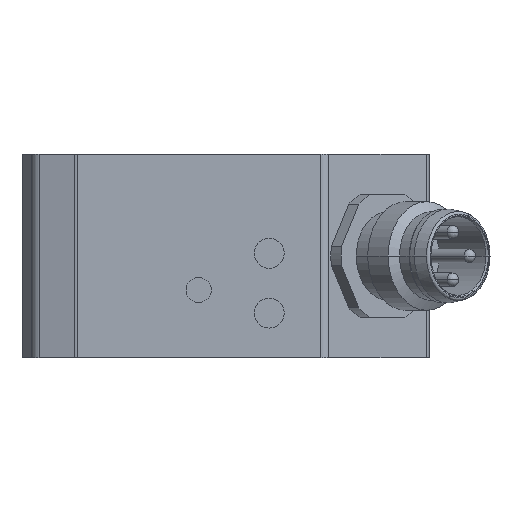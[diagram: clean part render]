
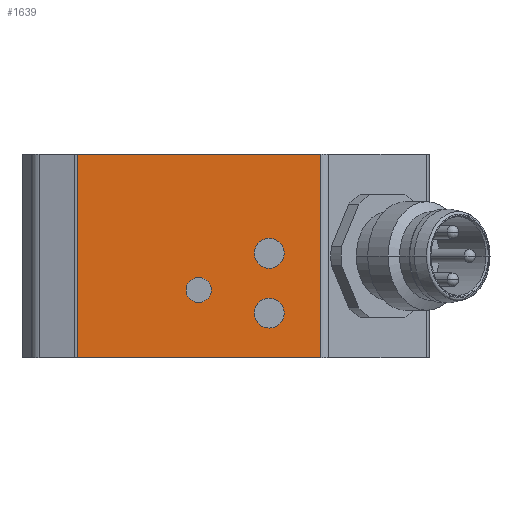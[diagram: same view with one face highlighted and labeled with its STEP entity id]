
A CAD part, left-side view. The second image highlights one B-rep face of the part: STEP entity #1639.
In plain terms, the highlighted planar face has unit normal (-1, 0, 0).
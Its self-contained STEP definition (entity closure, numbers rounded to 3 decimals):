
#14 = CARTESIAN_POINT ( 'NONE',  ( 0., 17., -2.5 ) ) ;
#31 = DIRECTION ( 'NONE',  ( 1., 0., 0. ) ) ;
#90 = CIRCLE ( 'NONE', #3500, 1.1 ) ;
#186 = EDGE_CURVE ( 'NONE', #4993, #516, #6399, .T. ) ;
#375 = CARTESIAN_POINT ( 'NONE',  ( 0., 11.8, 1.3 ) ) ;
#442 = FACE_BOUND ( 'NONE', #3713, .T. ) ;
#516 = VERTEX_POINT ( 'NONE', #2095 ) ;
#601 = AXIS2_PLACEMENT_3D ( 'NONE', #14, #6262, #946 ) ;
#629 = VECTOR ( 'NONE', #2040, 1000. ) ;
#651 = EDGE_LOOP ( 'NONE', ( #2044, #2134 ) ) ;
#809 = ORIENTED_EDGE ( 'NONE', *, *, #1699, .T. ) ;
#943 = DIRECTION ( 'NONE',  ( 1., 0., 0. ) ) ;
#946 = DIRECTION ( 'NONE',  ( 0., 0., -1. ) ) ;
#979 = PLANE ( 'NONE',  #3676 ) ;
#1073 = DIRECTION ( 'NONE',  ( 0., 0., -1. ) ) ;
#1082 = DIRECTION ( 'NONE',  ( 0., 0., -1. ) ) ;
#1089 = EDGE_LOOP ( 'NONE', ( #6059, #809 ) ) ;
#1091 = CARTESIAN_POINT ( 'NONE',  ( 0., 25.895, 7.5 ) ) ;
#1323 = CARTESIAN_POINT ( 'NONE',  ( 0., 11.8, -3.1 ) ) ;
#1452 = ORIENTED_EDGE ( 'NONE', *, *, #3294, .T. ) ;
#1542 = DIRECTION ( 'NONE',  ( 0., 0., -1. ) ) ;
#1560 = ORIENTED_EDGE ( 'NONE', *, *, #3233, .T. ) ;
#1614 = CARTESIAN_POINT ( 'NONE',  ( 0., 8.005, 7.5 ) ) ;
#1639 = ADVANCED_FACE ( 'NONE', ( #4616, #442, #3645, #3590 ), #979, .F. ) ;
#1650 = DIRECTION ( 'NONE',  ( 0., 0., -1. ) ) ;
#1667 = VERTEX_POINT ( 'NONE', #3133 ) ;
#1684 = CARTESIAN_POINT ( 'NONE',  ( 0., 17., -3.425 ) ) ;
#1699 = EDGE_CURVE ( 'NONE', #4820, #4388, #5195, .T. ) ;
#1903 = CARTESIAN_POINT ( 'NONE',  ( 0., 11.8, -0.9 ) ) ;
#1924 = VECTOR ( 'NONE', #4842, 1000. ) ;
#2040 = DIRECTION ( 'NONE',  ( 0., -1., 0. ) ) ;
#2044 = ORIENTED_EDGE ( 'NONE', *, *, #5517, .T. ) ;
#2058 = AXIS2_PLACEMENT_3D ( 'NONE', #5918, #5404, #1082 ) ;
#2095 = CARTESIAN_POINT ( 'NONE',  ( 0., 8.005, -7.5 ) ) ;
#2099 = CARTESIAN_POINT ( 'NONE',  ( 0., 8.005, 7.5 ) ) ;
#2116 = LINE ( 'NONE', #1091, #3811 ) ;
#2129 = CARTESIAN_POINT ( 'NONE',  ( 0., 17., -2.5 ) ) ;
#2134 = ORIENTED_EDGE ( 'NONE', *, *, #4051, .T. ) ;
#2330 = ORIENTED_EDGE ( 'NONE', *, *, #2826, .F. ) ;
#2337 = VERTEX_POINT ( 'NONE', #1323 ) ;
#2532 = DIRECTION ( 'NONE',  ( 1., 0., 0. ) ) ;
#2826 = EDGE_CURVE ( 'NONE', #5234, #516, #5613, .T. ) ;
#2882 = CARTESIAN_POINT ( 'NONE',  ( 0., 25.895, -7.5 ) ) ;
#3133 = CARTESIAN_POINT ( 'NONE',  ( 0., 11.8, -5.3 ) ) ;
#3233 = EDGE_CURVE ( 'NONE', #5899, #4993, #2116, .T. ) ;
#3294 = EDGE_CURVE ( 'NONE', #4606, #5521, #5619, .T. ) ;
#3500 = AXIS2_PLACEMENT_3D ( 'NONE', #6229, #943, #1542 ) ;
#3590 = FACE_OUTER_BOUND ( 'NONE', #6002, .T. ) ;
#3601 = CIRCLE ( 'NONE', #2058, 1.1 ) ;
#3645 = FACE_BOUND ( 'NONE', #651, .T. ) ;
#3668 = CARTESIAN_POINT ( 'NONE',  ( 0., 11.8, 0.2 ) ) ;
#3676 = AXIS2_PLACEMENT_3D ( 'NONE', #5221, #2532, #1073 ) ;
#3713 = EDGE_LOOP ( 'NONE', ( #1452, #6492 ) ) ;
#3811 = VECTOR ( 'NONE', #4217, 1000. ) ;
#4051 = EDGE_CURVE ( 'NONE', #2337, #1667, #4323, .T. ) ;
#4217 = DIRECTION ( 'NONE',  ( 0., 0., -1. ) ) ;
#4296 = CARTESIAN_POINT ( 'NONE',  ( 0., 25.895, -7.5 ) ) ;
#4323 = CIRCLE ( 'NONE', #6266, 1.1 ) ;
#4388 = VERTEX_POINT ( 'NONE', #1684 ) ;
#4560 = CARTESIAN_POINT ( 'NONE',  ( 0., 25.895, 7.5 ) ) ;
#4562 = CARTESIAN_POINT ( 'NONE',  ( 0., 11.8, -4.2 ) ) ;
#4606 = VERTEX_POINT ( 'NONE', #1903 ) ;
#4616 = FACE_BOUND ( 'NONE', #1089, .T. ) ;
#4627 = ORIENTED_EDGE ( 'NONE', *, *, #186, .T. ) ;
#4632 = CARTESIAN_POINT ( 'NONE',  ( 0., 25.895, 7.5 ) ) ;
#4760 = DIRECTION ( 'NONE',  ( 0., 0., -1. ) ) ;
#4788 = EDGE_CURVE ( 'NONE', #5521, #4606, #3601, .T. ) ;
#4820 = VERTEX_POINT ( 'NONE', #6313 ) ;
#4842 = DIRECTION ( 'NONE',  ( 0., -1., 0. ) ) ;
#4993 = VERTEX_POINT ( 'NONE', #2882 ) ;
#5055 = EDGE_CURVE ( 'NONE', #5899, #5234, #5225, .T. ) ;
#5195 = CIRCLE ( 'NONE', #601, 0.925 ) ;
#5221 = CARTESIAN_POINT ( 'NONE',  ( 0., 25.895, 7.5 ) ) ;
#5224 = ORIENTED_EDGE ( 'NONE', *, *, #5055, .F. ) ;
#5225 = LINE ( 'NONE', #4560, #629 ) ;
#5234 = VERTEX_POINT ( 'NONE', #2099 ) ;
#5404 = DIRECTION ( 'NONE',  ( 1., 0., 0. ) ) ;
#5517 = EDGE_CURVE ( 'NONE', #1667, #2337, #90, .T. ) ;
#5521 = VERTEX_POINT ( 'NONE', #375 ) ;
#5610 = EDGE_CURVE ( 'NONE', #4388, #4820, #6204, .T. ) ;
#5613 = LINE ( 'NONE', #1614, #5872 ) ;
#5619 = CIRCLE ( 'NONE', #5944, 1.1 ) ;
#5675 = DIRECTION ( 'NONE',  ( 0., 0., -1. ) ) ;
#5757 = DIRECTION ( 'NONE',  ( 0., 0., -1. ) ) ;
#5872 = VECTOR ( 'NONE', #5757, 1000. ) ;
#5899 = VERTEX_POINT ( 'NONE', #4632 ) ;
#5918 = CARTESIAN_POINT ( 'NONE',  ( 0., 11.8, 0.2 ) ) ;
#5944 = AXIS2_PLACEMENT_3D ( 'NONE', #3668, #31, #4760 ) ;
#6002 = EDGE_LOOP ( 'NONE', ( #4627, #2330, #5224, #1560 ) ) ;
#6059 = ORIENTED_EDGE ( 'NONE', *, *, #5610, .T. ) ;
#6115 = AXIS2_PLACEMENT_3D ( 'NONE', #2129, #6335, #1650 ) ;
#6204 = CIRCLE ( 'NONE', #6115, 0.925 ) ;
#6229 = CARTESIAN_POINT ( 'NONE',  ( 0., 11.8, -4.2 ) ) ;
#6262 = DIRECTION ( 'NONE',  ( 1., 0., 0. ) ) ;
#6266 = AXIS2_PLACEMENT_3D ( 'NONE', #4562, #6752, #5675 ) ;
#6313 = CARTESIAN_POINT ( 'NONE',  ( 0., 17., -1.575 ) ) ;
#6335 = DIRECTION ( 'NONE',  ( 1., 0., 0. ) ) ;
#6399 = LINE ( 'NONE', #4296, #1924 ) ;
#6492 = ORIENTED_EDGE ( 'NONE', *, *, #4788, .T. ) ;
#6752 = DIRECTION ( 'NONE',  ( 1., 0., 0. ) ) ;
